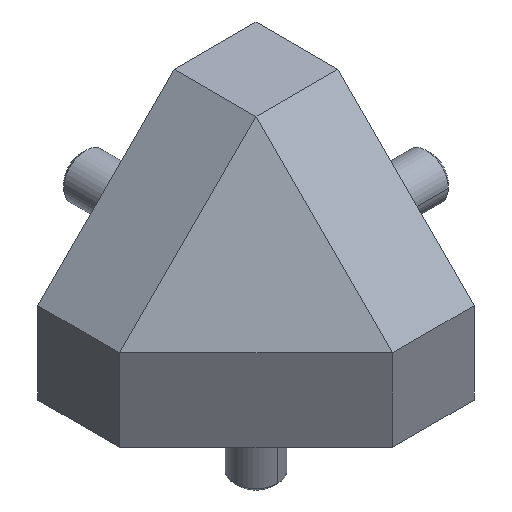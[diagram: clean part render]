
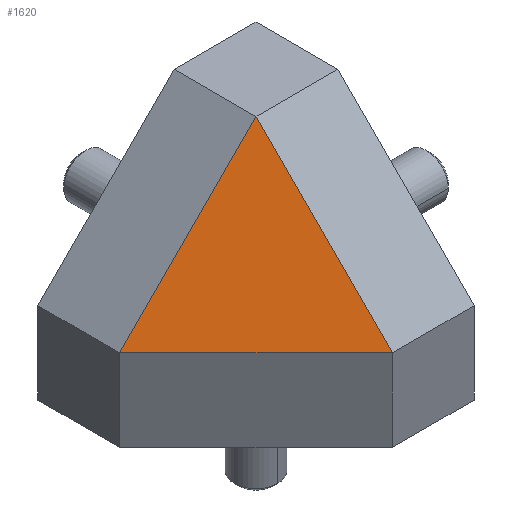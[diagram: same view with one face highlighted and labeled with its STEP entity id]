
A CAD part, isometric view. The second image highlights one B-rep face of the part: STEP entity #1620.
In plain terms, the highlighted planar face has unit normal (-0.577, -0.577, 0.577).
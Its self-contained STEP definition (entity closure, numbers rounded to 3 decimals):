
#1196=CARTESIAN_POINT('',(5.,5.,40.));
#1197=VERTEX_POINT('',#1196);
#1418=CARTESIAN_POINT('',(5.,-20.0,15.));
#1419=VERTEX_POINT('',#1418);
#1556=CARTESIAN_POINT('',(-20.,5.0,15.));
#1557=VERTEX_POINT('',#1556);
#1595=CARTESIAN_POINT('',(-3.333,-3.333,23.333));
#1596=DIRECTION('',(0.577,0.577,-0.577));
#1597=DIRECTION('',(-0.707,0.0,-0.707));
#1598=AXIS2_PLACEMENT_3D('',#1595,#1596,#1597);
#1599=PLANE('',#1598);
#1600=CARTESIAN_POINT('',(-20.,5.0,15.));
#1601=DIRECTION('',(0.707,0.,0.707));
#1602=VECTOR('',#1601,35.355);
#1603=LINE('',#1600,#1602);
#1604=EDGE_CURVE('',#1557,#1197,#1603,.T.);
#1605=ORIENTED_EDGE('',*,*,#1604,.F.);
#1606=CARTESIAN_POINT('',(5.,-20.0,15.));
#1607=DIRECTION('',(-0.707,0.707,0.));
#1608=VECTOR('',#1607,35.355);
#1609=LINE('',#1606,#1608);
#1610=EDGE_CURVE('',#1419,#1557,#1609,.T.);
#1611=ORIENTED_EDGE('',*,*,#1610,.F.);
#1612=CARTESIAN_POINT('',(5.,5.,40.));
#1613=DIRECTION('',(0.,-0.707,-0.707));
#1614=VECTOR('',#1613,35.355);
#1615=LINE('',#1612,#1614);
#1616=EDGE_CURVE('',#1197,#1419,#1615,.T.);
#1617=ORIENTED_EDGE('',*,*,#1616,.F.);
#1618=EDGE_LOOP('',(#1605,#1611,#1617));
#1619=FACE_OUTER_BOUND('',#1618,.T.);
#1620=ADVANCED_FACE('',(#1619),#1599,.F.);
